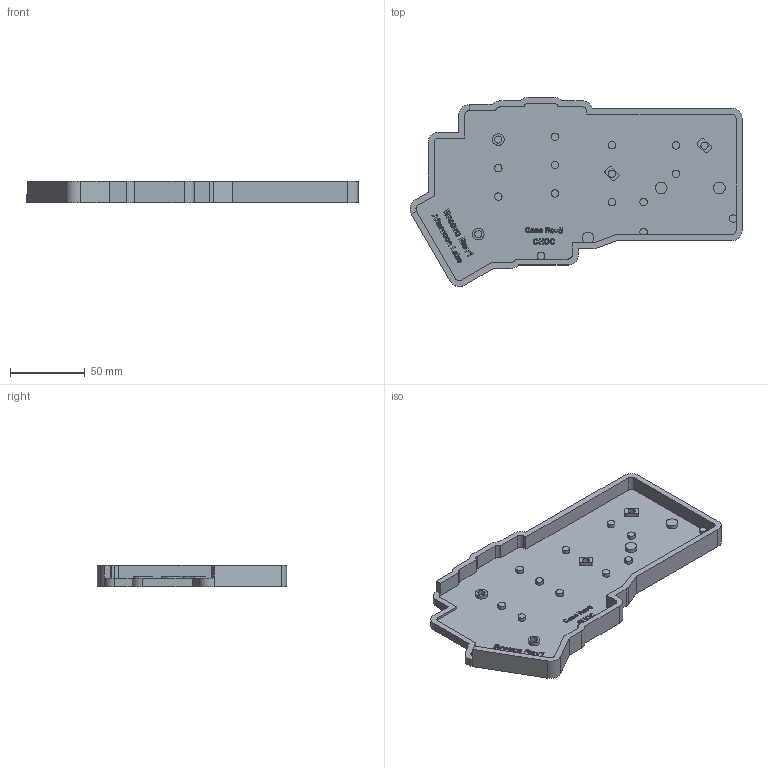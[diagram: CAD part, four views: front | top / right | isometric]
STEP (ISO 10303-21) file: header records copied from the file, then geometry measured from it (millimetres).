
FILE_DESCRIPTION(/* description */ (''),/* implementation_level */ '2;1');
FILE_NAME(/* name */ 'BreezeR1ChocRightCaseR5.step',/* time_stamp */ '2021-04-14T17:03:27-07:00',/* author */ (''),/* organization */ (''),/* preprocessor_version */ 'ST-DEVELOPER v18.1',/* originating_system */ 'Autodesk Translation Framework v9.10.0.1330',/* authorisation */ '');
FILE_SCHEMA (('AUTOMOTIVE_DESIGN { 1 0 10303 214 3 1 1 }'));
Length unit declared in the file: millimetre
Products named in the file (1): Right Hand
Bounding box: 222.55 x 126.85 x 14.1 mm (x, y, z)
Volume: 107020.4 mm3; surface area: 57025.8 mm2
Topology: 1 solids, 1 shells, 848 faces, 2315 edges, 1542 vertices
Faces by surface type: bspline 467, plane 325, cylinder 56
Full cylindrical faces by diameter (mm): 4.8 x4, 5 x10, 7.8 x4
Entity records: 31049 total; most frequent: CARTESIAN_POINT 12645, ORIENTED_EDGE 4630, EDGE_CURVE 2315, DIRECTION 2257, VERTEX_POINT 1542, LINE 1269, VECTOR 1269, B_SPLINE_CURVE_WITH_KNOTS 934
